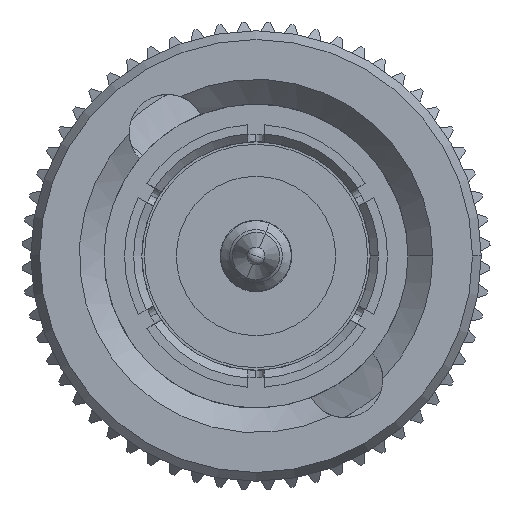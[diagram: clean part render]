
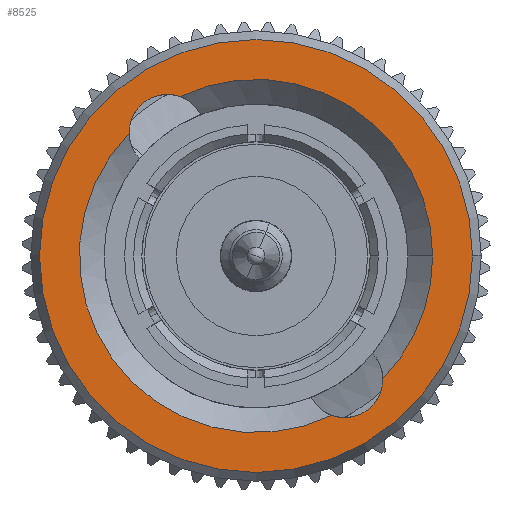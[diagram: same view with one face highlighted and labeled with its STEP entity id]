
A CAD part, left-side view. The second image highlights one B-rep face of the part: STEP entity #8525.
In plain terms, the highlighted planar face has unit normal (-1, 0, 0).
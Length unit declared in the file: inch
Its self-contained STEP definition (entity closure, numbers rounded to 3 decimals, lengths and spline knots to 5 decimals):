
#39 = ORIENTED_EDGE ( 'NONE', *, *, #11274, .T. ) ;
#153 = DIRECTION ( 'NONE',  ( 1., 0., 0. ) ) ;
#157 = AXIS2_PLACEMENT_3D ( 'NONE', #6995, #5651, #5880 ) ;
#647 = DIRECTION ( 'NONE',  ( 0., 0., -1. ) ) ;
#867 = DIRECTION ( 'NONE',  ( 0., 0., 1. ) ) ;
#1038 = DIRECTION ( 'NONE',  ( -1., 0., 0. ) ) ;
#1105 = AXIS2_PLACEMENT_3D ( 'NONE', #6688, #11351, #6604 ) ;
#1120 = CIRCLE ( 'NONE', #2615, 0.26339 ) ;
#1357 = CARTESIAN_POINT ( 'NONE',  ( 0.33873, 0., -0.26339 ) ) ;
#1403 = EDGE_CURVE ( 'NONE', #9718, #5693, #1120, .T. ) ;
#1667 = EDGE_CURVE ( 'NONE', #11842, #1676, #1883, .T. ) ;
#1676 = VERTEX_POINT ( 'NONE', #4960 ) ;
#1805 = DIRECTION ( 'NONE',  ( 0., 0., 1. ) ) ;
#1883 = CIRCLE ( 'NONE', #3889, 0.21494 ) ;
#1969 = CARTESIAN_POINT ( 'NONE',  ( 0.33873, 0.15021, -0.15434 ) ) ;
#2051 = ORIENTED_EDGE ( 'NONE', *, *, #12412, .T. ) ;
#2542 = EDGE_CURVE ( 'NONE', #3112, #14987, #7906, .T. ) ;
#2585 = CARTESIAN_POINT ( 'NONE',  ( 0.33873, 0., 0.21494 ) ) ;
#2615 = AXIS2_PLACEMENT_3D ( 'NONE', #11462, #9066, #1805 ) ;
#2662 = CARTESIAN_POINT ( 'NONE',  ( 0.33873, -0.19403, 0.09247 ) ) ;
#3076 = AXIS2_PLACEMENT_3D ( 'NONE', #11930, #5923, #14377 ) ;
#3112 = VERTEX_POINT ( 'NONE', #3481 ) ;
#3176 = CIRCLE ( 'NONE', #11241, 0.04645 ) ;
#3309 = EDGE_LOOP ( 'NONE', ( #2051, #7049, #7153, #4014, #9148, #4636, #5690 ) ) ;
#3481 = CARTESIAN_POINT ( 'NONE',  ( 0.33873, 0.14961, -0.15433 ) ) ;
#3519 = EDGE_CURVE ( 'NONE', #1676, #9253, #3176, .T. ) ;
#3568 = EDGE_CURVE ( 'NONE', #3691, #3112, #12492, .T. ) ;
#3691 = VERTEX_POINT ( 'NONE', #2662 ) ;
#3889 = AXIS2_PLACEMENT_3D ( 'NONE', #4725, #153, #14533 ) ;
#3979 = EDGE_CURVE ( 'NONE', #14987, #10107, #4688, .T. ) ;
#4014 = ORIENTED_EDGE ( 'NONE', *, *, #14913, .T. ) ;
#4458 = CARTESIAN_POINT ( 'NONE',  ( 0.33873, 0., 0.26339 ) ) ;
#4634 = CARTESIAN_POINT ( 'NONE',  ( 0.33873, 0., 0. ) ) ;
#4636 = ORIENTED_EDGE ( 'NONE', *, *, #2542, .T. ) ;
#4688 = CIRCLE ( 'NONE', #157, 0.04645 ) ;
#4719 = DIRECTION ( 'NONE',  ( 0., 0., -1. ) ) ;
#4725 = CARTESIAN_POINT ( 'NONE',  ( 0.33873, 0., 0. ) ) ;
#4823 = CARTESIAN_POINT ( 'NONE',  ( 0.33873, 0., 0. ) ) ;
#4917 = FACE_OUTER_BOUND ( 'NONE', #12340, .T. ) ;
#4927 = AXIS2_PLACEMENT_3D ( 'NONE', #6787, #11693, #867 ) ;
#4960 = CARTESIAN_POINT ( 'NONE',  ( 0.33873, -0.14961, 0.15433 ) ) ;
#5651 = DIRECTION ( 'NONE',  ( 1., 0., 0. ) ) ;
#5690 = ORIENTED_EDGE ( 'NONE', *, *, #3979, .T. ) ;
#5693 = VERTEX_POINT ( 'NONE', #4458 ) ;
#5880 = DIRECTION ( 'NONE',  ( 0., 0., -1. ) ) ;
#5923 = DIRECTION ( 'NONE',  ( 1., 0., 0. ) ) ;
#6020 = CARTESIAN_POINT ( 'NONE',  ( 0.33873, 0., -0.26339 ) ) ;
#6604 = DIRECTION ( 'NONE',  ( 0., 0., -1. ) ) ;
#6688 = CARTESIAN_POINT ( 'NONE',  ( 0.33873, 0.15021, -0.10789 ) ) ;
#6787 = CARTESIAN_POINT ( 'NONE',  ( 0.33873, -0.15021, 0.10789 ) ) ;
#6853 = AXIS2_PLACEMENT_3D ( 'NONE', #1357, #8773, #647 ) ;
#6995 = CARTESIAN_POINT ( 'NONE',  ( 0.33873, 0.15021, -0.10789 ) ) ;
#7017 = DIRECTION ( 'NONE',  ( 1., 0., 0. ) ) ;
#7049 = ORIENTED_EDGE ( 'NONE', *, *, #1667, .T. ) ;
#7153 = ORIENTED_EDGE ( 'NONE', *, *, #3519, .T. ) ;
#7906 = CIRCLE ( 'NONE', #1105, 0.04645 ) ;
#8525 = ADVANCED_FACE ( 'NONE', ( #12106, #4917 ), #9736, .F. ) ;
#8557 = CARTESIAN_POINT ( 'NONE',  ( 0.33873, -0.15021, 0.15434 ) ) ;
#8773 = DIRECTION ( 'NONE',  ( 1., 0., 0. ) ) ;
#9066 = DIRECTION ( 'NONE',  ( -1., 0., 0. ) ) ;
#9148 = ORIENTED_EDGE ( 'NONE', *, *, #3568, .T. ) ;
#9253 = VERTEX_POINT ( 'NONE', #8557 ) ;
#9259 = CARTESIAN_POINT ( 'NONE',  ( 0.33873, 0.19403, -0.09247 ) ) ;
#9610 = CARTESIAN_POINT ( 'NONE',  ( 0.33873, -0.15021, 0.10789 ) ) ;
#9718 = VERTEX_POINT ( 'NONE', #6020 ) ;
#9724 = AXIS2_PLACEMENT_3D ( 'NONE', #4634, #13010, #4719 ) ;
#9736 = PLANE ( 'NONE',  #6853 ) ;
#10107 = VERTEX_POINT ( 'NONE', #9259 ) ;
#10972 = AXIS2_PLACEMENT_3D ( 'NONE', #4823, #1038, #13195 ) ;
#11241 = AXIS2_PLACEMENT_3D ( 'NONE', #9610, #7017, #14365 ) ;
#11274 = EDGE_CURVE ( 'NONE', #5693, #9718, #11725, .T. ) ;
#11351 = DIRECTION ( 'NONE',  ( 1., 0., 0. ) ) ;
#11424 = CIRCLE ( 'NONE', #3076, 0.21494 ) ;
#11462 = CARTESIAN_POINT ( 'NONE',  ( 0.33873, 0., 0. ) ) ;
#11693 = DIRECTION ( 'NONE',  ( 1., 0., 0. ) ) ;
#11725 = CIRCLE ( 'NONE', #10972, 0.26339 ) ;
#11842 = VERTEX_POINT ( 'NONE', #2585 ) ;
#11930 = CARTESIAN_POINT ( 'NONE',  ( 0.33873, 0., 0. ) ) ;
#12106 = FACE_BOUND ( 'NONE', #3309, .T. ) ;
#12273 = ORIENTED_EDGE ( 'NONE', *, *, #1403, .T. ) ;
#12340 = EDGE_LOOP ( 'NONE', ( #12273, #39 ) ) ;
#12412 = EDGE_CURVE ( 'NONE', #10107, #11842, #11424, .T. ) ;
#12492 = CIRCLE ( 'NONE', #9724, 0.21494 ) ;
#13010 = DIRECTION ( 'NONE',  ( 1., 0., 0. ) ) ;
#13195 = DIRECTION ( 'NONE',  ( 0., 0., 1. ) ) ;
#13505 = CIRCLE ( 'NONE', #4927, 0.04645 ) ;
#14365 = DIRECTION ( 'NONE',  ( 0., 0., 1. ) ) ;
#14377 = DIRECTION ( 'NONE',  ( 0., 0., -1. ) ) ;
#14533 = DIRECTION ( 'NONE',  ( 0., 0., -1. ) ) ;
#14913 = EDGE_CURVE ( 'NONE', #9253, #3691, #13505, .T. ) ;
#14987 = VERTEX_POINT ( 'NONE', #1969 ) ;
